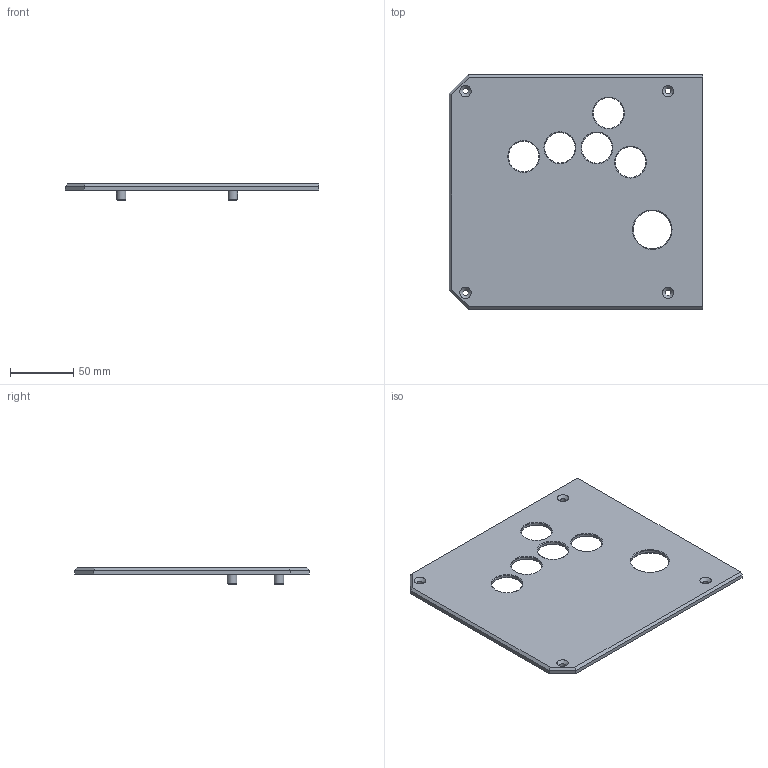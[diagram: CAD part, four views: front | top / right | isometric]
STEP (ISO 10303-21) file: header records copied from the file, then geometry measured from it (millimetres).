
FILE_DESCRIPTION(/* description */ ('','CAx-IF Rec.Pracs.---Representation and Presentation of Product Manufacturing Information (PMI)---4.0---2014-10-13'),/* implementation_level */ '2;1');
FILE_NAME(/* name */ 'OSM - Left Stickless.step',/* time_stamp */ '2025-03-02T20:46:40-05:00',/* author */ (''),/* organization */ (''),/* preprocessor_version */ 'ST-DEVELOPER v20',/* originating_system */ 'Autodesk Translation Framework v13.20.0.188',/* authorisation */ '');
FILE_SCHEMA (('AP242_MANAGED_MODEL_BASED_3D_ENGINEERING_MIM_LF { 1 0 10303 442 1 1 4 }'));
Length unit declared in the file: millimetre
Products named in the file (1): Core
Bounding box: 200 x 185 x 13 mm (x, y, z)
Volume: 165237.7 mm3; surface area: 73868.3 mm2
Topology: 1 solids, 1 shells, 87 faces, 195 edges, 120 vertices
Faces by surface type: cone 37, cylinder 27, plane 23
Full cylindrical faces by diameter (mm): 3.602 x4, 4.5 x4, 7.5 x4, 24.05 x5, 30.05 x1, 35 x1
Entity records: 2501 total; most frequent: DIRECTION 465, CARTESIAN_POINT 427, ORIENTED_EDGE 390, EDGE_CURVE 195, AXIS2_PLACEMENT_3D 190, VERTEX_POINT 120, EDGE_LOOP 117, CIRCLE 102
